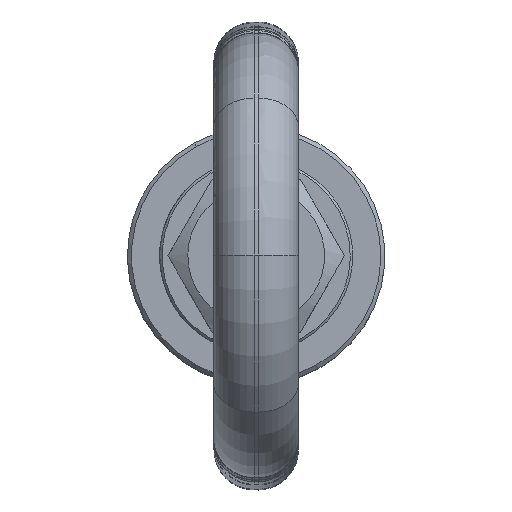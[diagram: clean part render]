
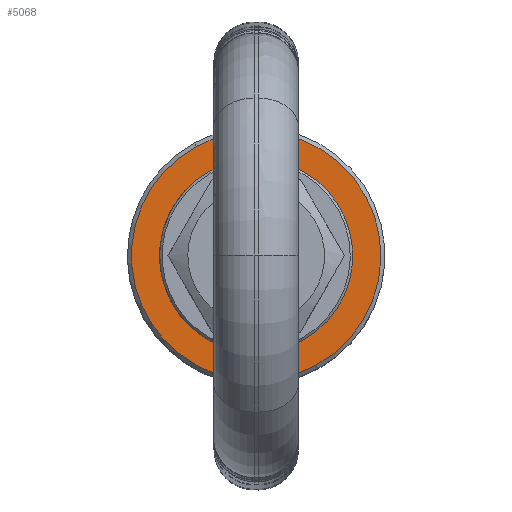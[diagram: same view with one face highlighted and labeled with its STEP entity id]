
A CAD part, top view. The second image highlights one B-rep face of the part: STEP entity #5068.
In plain terms, the highlighted planar face has unit normal (0, 0, 1).
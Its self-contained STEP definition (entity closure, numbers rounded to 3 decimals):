
#4351=CARTESIAN_POINT('Vertex',(7.431,-13.603,-31.)) ;
#4354=CARTESIAN_POINT('Axis2P3D Location',(0.,0.,-31.)) ;
#4358=CARTESIAN_POINT('Vertex',(-7.431,-13.603,-31.)) ;
#4377=CARTESIAN_POINT('Vertex',(-7.431,13.603,-31.)) ;
#4380=CARTESIAN_POINT('Axis2P3D Location',(0.,0.,-31.)) ;
#4547=CARTESIAN_POINT('Axis2P3D Location',(0.,0.,-31.)) ;
#5032=CARTESIAN_POINT('Axis2P3D Location',(0.,-12.,-31.)) ;
#5042=CARTESIAN_POINT('Axis2P3D Location',(0.,0.,-31.)) ;
#5046=CARTESIAN_POINT('Vertex',(-5.753,10.531,-31.)) ;
#5048=CARTESIAN_POINT('Vertex',(5.753,-10.531,-31.)) ;
#5051=CARTESIAN_POINT('Axis2P3D Location',(0.,0.,-31.)) ;
#5055=CARTESIAN_POINT('Vertex',(5.753,10.531,-31.)) ;
#5058=CARTESIAN_POINT('Axis2P3D Location',(0.,0.,-31.)) ;
#4355=DIRECTION('Axis2P3D Direction',(0.,-0.,-1.)) ;
#4381=DIRECTION('Axis2P3D Direction',(0.,-0.,-1.)) ;
#4548=DIRECTION('Axis2P3D Direction',(0.,-0.,-1.)) ;
#5033=DIRECTION('Axis2P3D Direction',(0.,0.,1.)) ;
#5034=DIRECTION('Axis2P3D XDirection',(1.,0.,0.)) ;
#5043=DIRECTION('Axis2P3D Direction',(0.,0.,1.)) ;
#5052=DIRECTION('Axis2P3D Direction',(0.,0.,1.)) ;
#5059=DIRECTION('Axis2P3D Direction',(0.,0.,1.)) ;
#4356=AXIS2_PLACEMENT_3D('Circle Axis2P3D',#4354,#4355,$) ;
#4382=AXIS2_PLACEMENT_3D('Circle Axis2P3D',#4380,#4381,$) ;
#4549=AXIS2_PLACEMENT_3D('Circle Axis2P3D',#4547,#4548,$) ;
#5035=AXIS2_PLACEMENT_3D('Plane Axis2P3D',#5032,#5033,#5034) ;
#5044=AXIS2_PLACEMENT_3D('Circle Axis2P3D',#5042,#5043,$) ;
#5053=AXIS2_PLACEMENT_3D('Circle Axis2P3D',#5051,#5052,$) ;
#5060=AXIS2_PLACEMENT_3D('Circle Axis2P3D',#5058,#5059,$) ;
#5038=ORIENTED_EDGE('',*,*,#4551,.T.) ;
#5039=ORIENTED_EDGE('',*,*,#4384,.T.) ;
#5040=ORIENTED_EDGE('',*,*,#4360,.T.) ;
#5064=ORIENTED_EDGE('',*,*,#5050,.F.) ;
#5065=ORIENTED_EDGE('',*,*,#5057,.F.) ;
#5066=ORIENTED_EDGE('',*,*,#5062,.F.) ;
#5067=FACE_BOUND('',#5063,.T.) ;
#5068=ADVANCED_FACE('\X2\672C9AD4\X0\.2',(#5041,#5067),#5036,.T.) ;
#4357=CIRCLE('generated circle',#4356,15.5) ;
#4383=CIRCLE('generated circle',#4382,15.5) ;
#4550=CIRCLE('generated circle',#4549,15.5) ;
#5045=CIRCLE('generated circle',#5044,12.) ;
#5054=CIRCLE('generated circle',#5053,12.) ;
#5061=CIRCLE('generated circle',#5060,12.) ;
#4360=EDGE_CURVE('',#4359,#4352,#4357,.F.) ;
#4384=EDGE_CURVE('',#4378,#4359,#4383,.F.) ;
#4551=EDGE_CURVE('',#4352,#4378,#4550,.F.) ;
#5050=EDGE_CURVE('',#5047,#5049,#5045,.T.) ;
#5057=EDGE_CURVE('',#5056,#5047,#5054,.T.) ;
#5062=EDGE_CURVE('',#5049,#5056,#5061,.T.) ;
#5037=EDGE_LOOP('',(#5038,#5039,#5040)) ;
#5063=EDGE_LOOP('',(#5064,#5065,#5066)) ;
#5041=FACE_OUTER_BOUND('',#5037,.T.) ;
#5036=PLANE('',#5035) ;
#4352=VERTEX_POINT('',#4351) ;
#4359=VERTEX_POINT('',#4358) ;
#4378=VERTEX_POINT('',#4377) ;
#5047=VERTEX_POINT('',#5046) ;
#5049=VERTEX_POINT('',#5048) ;
#5056=VERTEX_POINT('',#5055) ;
